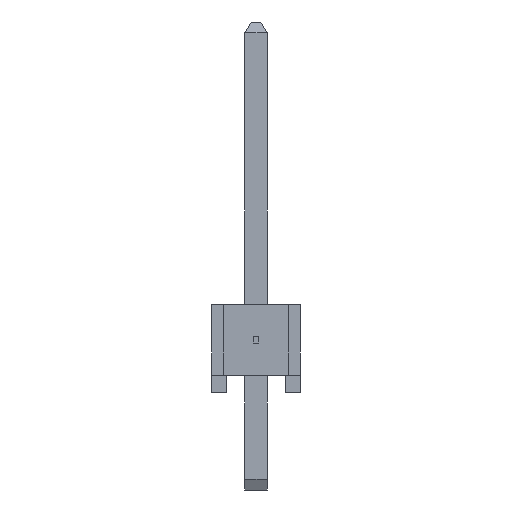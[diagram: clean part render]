
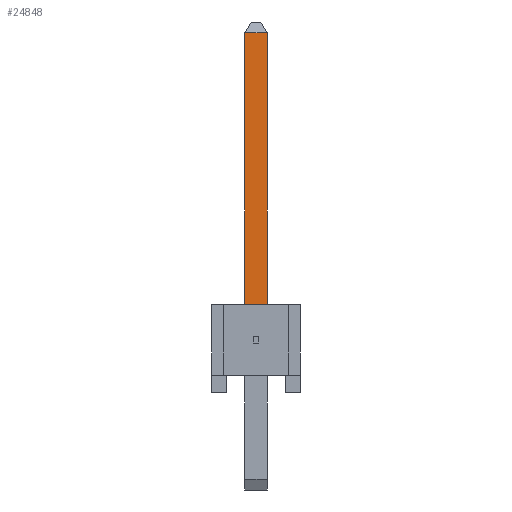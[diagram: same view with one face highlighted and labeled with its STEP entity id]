
A CAD part, left-side view. The second image highlights one B-rep face of the part: STEP entity #24848.
In plain terms, the highlighted planar face has unit normal (-1, 0, 0).
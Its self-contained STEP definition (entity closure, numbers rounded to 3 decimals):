
#24848 = ADVANCED_FACE('',(#24849),#24883,.F.);
#24849 = FACE_BOUND('',#24850,.T.);
#24850 = EDGE_LOOP('',(#24851,#24861,#24869,#24877));
#24851 = ORIENTED_EDGE('',*,*,#24852,.T.);
#24852 = EDGE_CURVE('',#24853,#24855,#24857,.T.);
#24853 = VERTEX_POINT('',#24854);
#24854 = CARTESIAN_POINT('',(-24.448,13.157,0.318));
#24855 = VERTEX_POINT('',#24856);
#24856 = CARTESIAN_POINT('',(-24.448,13.157,-0.318));
#24857 = LINE('',#24858,#24859);
#24858 = CARTESIAN_POINT('',(-24.448,13.157,2.54));
#24859 = VECTOR('',#24860,1.);
#24860 = DIRECTION('',(0.,0.,-1.));
#24861 = ORIENTED_EDGE('',*,*,#24862,.T.);
#24862 = EDGE_CURVE('',#24855,#24863,#24865,.T.);
#24863 = VERTEX_POINT('',#24864);
#24864 = CARTESIAN_POINT('',(-24.448,4.191,-0.318));
#24865 = LINE('',#24866,#24867);
#24866 = CARTESIAN_POINT('',(-24.448,13.462,-0.318));
#24867 = VECTOR('',#24868,1.);
#24868 = DIRECTION('',(0.,-1.,0.));
#24869 = ORIENTED_EDGE('',*,*,#24870,.F.);
#24870 = EDGE_CURVE('',#24871,#24863,#24873,.T.);
#24871 = VERTEX_POINT('',#24872);
#24872 = CARTESIAN_POINT('',(-24.448,4.191,0.318));
#24873 = LINE('',#24874,#24875);
#24874 = CARTESIAN_POINT('',(-24.448,4.191,0.318));
#24875 = VECTOR('',#24876,1.);
#24876 = DIRECTION('',(0.,0.,-1.));
#24877 = ORIENTED_EDGE('',*,*,#24878,.F.);
#24878 = EDGE_CURVE('',#24853,#24871,#24879,.T.);
#24879 = LINE('',#24880,#24881);
#24880 = CARTESIAN_POINT('',(-24.448,13.462,0.318));
#24881 = VECTOR('',#24882,1.);
#24882 = DIRECTION('',(0.,-1.,0.));
#24883 = PLANE('',#24884);
#24884 = AXIS2_PLACEMENT_3D('',#24885,#24886,#24887);
#24885 = CARTESIAN_POINT('',(-24.448,13.462,0.318));
#24886 = DIRECTION('',(1.,0.,0.));
#24887 = DIRECTION('',(0.,0.,-1.));
